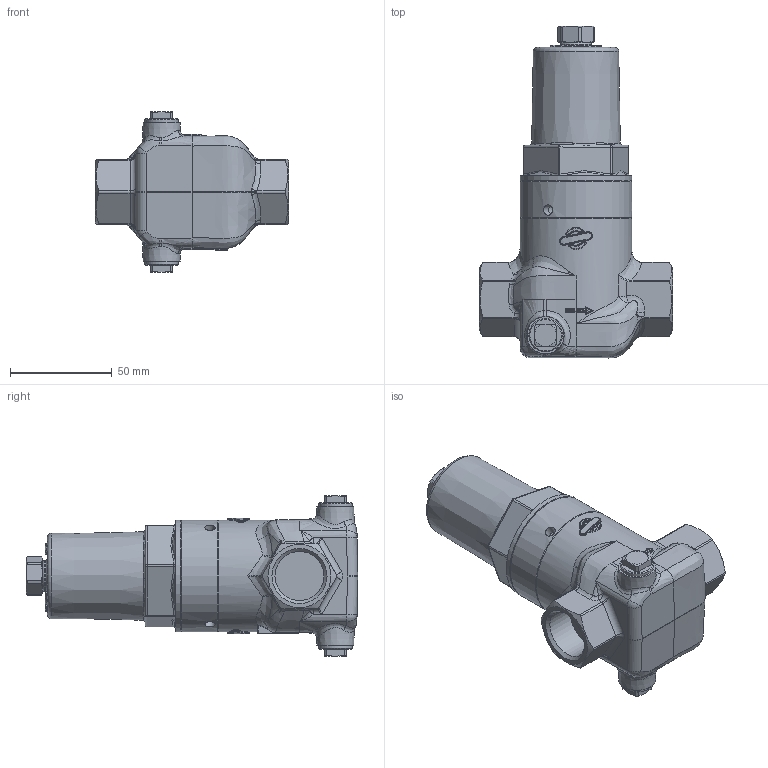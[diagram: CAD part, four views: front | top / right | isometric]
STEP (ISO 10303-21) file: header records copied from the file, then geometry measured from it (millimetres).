
FILE_DESCRIPTION(/* description */ (''),/* implementation_level */ '2;1');
FILE_NAME(/* name */ '072503_Shrinkwrap_1.stp',/* time_stamp */ '2014-09-11T15:08:38+02:00',/* author */ ('powierski'),/* organization */ (''),/* preprocessor_version */ 'ST-DEVELOPER v15.2',/* originating_system */ 'Autodesk Inventor 2014',/* authorisation */ '');
FILE_SCHEMA (('AUTOMOTIVE_DESIGN { 1 0 10303 214 3 1 1 }'));
Length unit declared in the file: millimetre
Products named in the file (1): 072503_Shrinkwrap_1
Bounding box: 95 x 163.37 x 79 mm (x, y, z)
Volume: 401982.6 mm3; surface area: 68770.1 mm2
Topology: 8 solids, 8 shells, 871 faces, 2198 edges, 1351 vertices
Faces by surface type: bspline 416, plane 195, cylinder 140, cone 49, sphere 38, torus 33
Full cylindrical faces by diameter (mm): 5.1 x3, 10 x2, 10.2 x1, 11 x2, 13.16 x2, 15 x2, 16.5 x2, 24.1 x2, 46.5 x1, 48 x1, 50 x3, 55 x3
Entity records: 43396 total; most frequent: CARTESIAN_POINT 25273, ORIENTED_EDGE 4210, DIRECTION 2429, EDGE_CURVE 2105, VERTEX_POINT 1337, B_SPLINE_CURVE_WITH_KNOTS 1103, AXIS2_PLACEMENT_3D 1023, EDGE_LOOP 958
